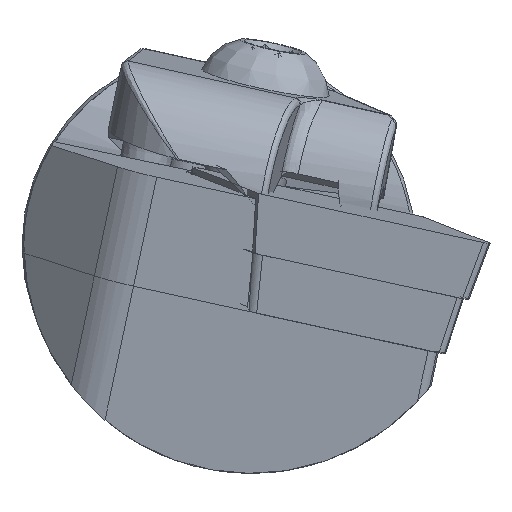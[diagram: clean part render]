
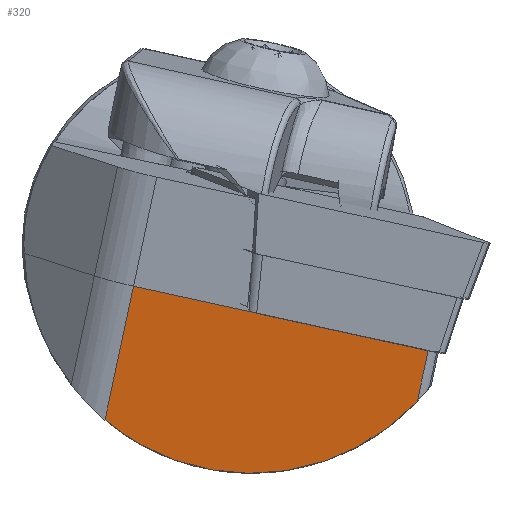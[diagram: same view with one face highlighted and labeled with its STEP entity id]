
A CAD part, left-side view. The second image highlights one B-rep face of the part: STEP entity #320.
In plain terms, the highlighted planar face has unit normal (-0.993, 0.072, -0.091).
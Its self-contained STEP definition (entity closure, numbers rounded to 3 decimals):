
#320=ADVANCED_FACE('',(#483),#428,.T.);
#428=PLANE('',#2029);
#483=FACE_OUTER_BOUND('',#587,.T.);
#587=EDGE_LOOP('',(#999,#1000,#1001,#1002,#1003,#1004));
#706=LINE('',#2686,#835);
#713=LINE('',#3179,#842);
#714=LINE('',#3181,#843);
#715=LINE('',#3183,#844);
#716=LINE('',#3187,#845);
#835=VECTOR('',#2197,1.);
#842=VECTOR('',#2226,1.);
#843=VECTOR('',#2227,1.);
#844=VECTOR('',#2228,1.);
#845=VECTOR('',#2231,1.);
#999=ORIENTED_EDGE('',*,*,#1731,.T.);
#1000=ORIENTED_EDGE('',*,*,#1699,.T.);
#1001=ORIENTED_EDGE('',*,*,#1732,.T.);
#1002=ORIENTED_EDGE('',*,*,#1733,.T.);
#1003=ORIENTED_EDGE('',*,*,#1734,.F.);
#1004=ORIENTED_EDGE('',*,*,#1735,.F.);
#1520=VERTEX_POINT('',#2683);
#1521=VERTEX_POINT('',#2685);
#1551=VERTEX_POINT('',#3180);
#1552=VERTEX_POINT('',#3182);
#1553=VERTEX_POINT('',#3184);
#1554=VERTEX_POINT('',#3186);
#1699=EDGE_CURVE('',#1520,#1521,#706,.T.);
#1731=EDGE_CURVE('',#1551,#1520,#713,.T.);
#1732=EDGE_CURVE('',#1521,#1552,#714,.T.);
#1733=EDGE_CURVE('',#1552,#1553,#715,.T.);
#1734=EDGE_CURVE('',#1554,#1553,#1978,.T.);
#1735=EDGE_CURVE('',#1551,#1554,#716,.T.);
#1978=ELLIPSE('',#2028,18.627,18.5);
#2028=AXIS2_PLACEMENT_3D('',#3185,#2229,#2230);
#2029=AXIS2_PLACEMENT_3D('',#3188,#2232,#2233);
#2197=DIRECTION('',(0.051,0.976,0.213));
#2226=DIRECTION('',(0.051,0.976,0.213));
#2227=DIRECTION('',(0.051,0.976,0.213));
#2228=DIRECTION('',(0.105,0.207,-0.973));
#2229=DIRECTION('',(0.993,-0.072,0.091));
#2230=DIRECTION('',(-0.116,-0.615,0.78));
#2231=DIRECTION('',(0.105,0.207,-0.973));
#2232=DIRECTION('',(-0.993,0.072,-0.091));
#2233=DIRECTION('',(-0.092,0.,0.996));
#2683=CARTESIAN_POINT('',(-202.011,-7.245,-5.333));
#2685=CARTESIAN_POINT('',(-202.009,-7.198,-5.322));
#2686=CARTESIAN_POINT('',(-201.517,2.198,-3.272));
#3179=CARTESIAN_POINT('',(-201.517,2.198,-3.272));
#3180=CARTESIAN_POINT('',(-202.773,-21.774,-8.503));
#3181=CARTESIAN_POINT('',(-201.517,2.198,-3.272));
#3182=CARTESIAN_POINT('',(-201.517,2.198,-3.272));
#3183=CARTESIAN_POINT('',(-243.26,-80.377,385.214));
#3184=CARTESIAN_POINT('',(-200.346,4.513,-14.166));
#3185=CARTESIAN_POINT('',(-202.512,-7.386,0.));
#3186=CARTESIAN_POINT('',(-202.328,-20.895,-12.639));
#3187=CARTESIAN_POINT('',(-244.517,-104.35,379.983));
#3188=CARTESIAN_POINT('',(-243.26,-80.377,385.214));
